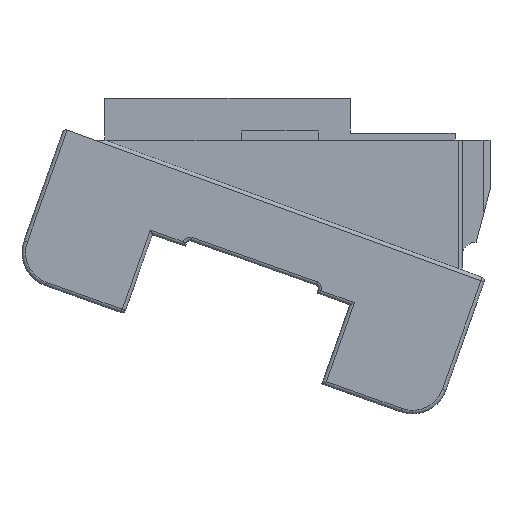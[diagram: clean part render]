
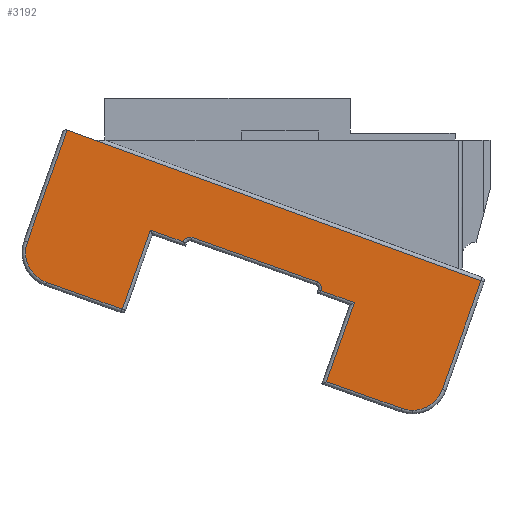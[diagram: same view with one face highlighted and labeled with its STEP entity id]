
A CAD part, front view. The second image highlights one B-rep face of the part: STEP entity #3192.
In plain terms, the highlighted planar face has unit normal (0, -1, 0).
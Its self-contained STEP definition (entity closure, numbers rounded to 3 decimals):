
#22 = DIRECTION ( 'NONE',  ( 0.334, 0., 0.942 ) ) ;
#56 = VERTEX_POINT ( 'NONE', #671 ) ;
#143 = CARTESIAN_POINT ( 'NONE',  ( -5.801, -12.55, -16.344 ) ) ;
#153 = DIRECTION ( 'NONE',  ( 0.94, 0., -0.342 ) ) ;
#168 = ORIENTED_EDGE ( 'NONE', *, *, #1268, .T. ) ;
#192 = CARTESIAN_POINT ( 'NONE',  ( -22.564, -12.55, -24.189 ) ) ;
#272 = DIRECTION ( 'NONE',  ( 0., 0., -1. ) ) ;
#305 = CARTESIAN_POINT ( 'NONE',  ( 5.345, -12.55, -20.3 ) ) ;
#320 = ORIENTED_EDGE ( 'NONE', *, *, #1279, .T. ) ;
#327 = ORIENTED_EDGE ( 'NONE', *, *, #1735, .T. ) ;
#345 = CARTESIAN_POINT ( 'NONE',  ( -18.717, -12.55, -13.352 ) ) ;
#392 = CARTESIAN_POINT ( 'NONE',  ( -3.101, -12.55, -8.521 ) ) ;
#434 = VECTOR ( 'NONE', #153, 1000. ) ;
#465 = VERTEX_POINT ( 'NONE', #1112 ) ;
#530 = EDGE_CURVE ( 'NONE', #2672, #4132, #4208, .T. ) ;
#538 = CARTESIAN_POINT ( 'NONE',  ( -31.896, -12.55, -16.102 ) ) ;
#550 = VERTEX_POINT ( 'NONE', #934 ) ;
#585 = CARTESIAN_POINT ( 'NONE',  ( 6.651, -12.55, -34.558 ) ) ;
#620 = CARTESIAN_POINT ( 'NONE',  ( 28.755, -12.55, -20.115 ) ) ;
#626 = DIRECTION ( 'NONE',  ( 0., 0., -1. ) ) ;
#667 = EDGE_CURVE ( 'NONE', #1089, #3378, #1357, .T. ) ;
#671 = CARTESIAN_POINT ( 'NONE',  ( -12.561, -12.55, -13.945 ) ) ;
#749 = DIRECTION ( 'NONE',  ( -0.334, 0., -0.942 ) ) ;
#753 = CARTESIAN_POINT ( 'NONE',  ( -36.137, -12.55, -14.597 ) ) ;
#761 = DIRECTION ( 'NONE',  ( 0.942, 0., -0.334 ) ) ;
#815 = EDGE_CURVE ( 'NONE', #56, #2173, #2706, .T. ) ;
#819 = CIRCLE ( 'NONE', #3190, 1. ) ;
#865 = ORIENTED_EDGE ( 'NONE', *, *, #667, .F. ) ;
#885 = CIRCLE ( 'NONE', #3265, 4.5 ) ;
#894 = CIRCLE ( 'NONE', #1645, 4.5 ) ;
#934 = CARTESIAN_POINT ( 'NONE',  ( -30.452, -12.55, 1.42 ) ) ;
#1005 = CARTESIAN_POINT ( 'NONE',  ( -30.448, -12.55, 1.419 ) ) ;
#1061 = LINE ( 'NONE', #1352, #2930 ) ;
#1089 = VERTEX_POINT ( 'NONE', #1994 ) ;
#1112 = CARTESIAN_POINT ( 'NONE',  ( 5.953, -12.55, -21.577 ) ) ;
#1127 = DIRECTION ( 'NONE',  ( 0., 0., -1. ) ) ;
#1135 = EDGE_CURVE ( 'NONE', #2446, #3841, #1650, .T. ) ;
#1136 = EDGE_CURVE ( 'NONE', #56, #3930, #3395, .T. ) ;
#1158 = CARTESIAN_POINT ( 'NONE',  ( -33.401, -12.55, -20.343 ) ) ;
#1195 = VERTEX_POINT ( 'NONE', #2010 ) ;
#1224 = VERTEX_POINT ( 'NONE', #753 ) ;
#1249 = CARTESIAN_POINT ( 'NONE',  ( 31.878, -12.55, -11.314 ) ) ;
#1268 = EDGE_CURVE ( 'NONE', #2410, #2913, #1429, .T. ) ;
#1277 = ORIENTED_EDGE ( 'NONE', *, *, #2700, .T. ) ;
#1279 = EDGE_CURVE ( 'NONE', #2776, #2446, #2733, .T. ) ;
#1304 = ORIENTED_EDGE ( 'NONE', *, *, #1965, .T. ) ;
#1307 = AXIS2_PLACEMENT_3D ( 'NONE', #2404, #3074, #2444 ) ;
#1349 = LINE ( 'NONE', #392, #2270 ) ;
#1352 = CARTESIAN_POINT ( 'NONE',  ( -6.135, -12.55, -17.287 ) ) ;
#1357 = LINE ( 'NONE', #2345, #2827 ) ;
#1359 = ORIENTED_EDGE ( 'NONE', *, *, #815, .F. ) ;
#1429 = LINE ( 'NONE', #2033, #3286 ) ;
#1438 = CARTESIAN_POINT ( 'NONE',  ( -27.493, -12.55, 9.758 ) ) ;
#1474 = ORIENTED_EDGE ( 'NONE', *, *, #530, .T. ) ;
#1514 = DIRECTION ( 'NONE',  ( 0., 1., 0. ) ) ;
#1619 = EDGE_CURVE ( 'NONE', #550, #1224, #1765, .T. ) ;
#1645 = AXIS2_PLACEMENT_3D ( 'NONE', #3593, #3864, #626 ) ;
#1650 = LINE ( 'NONE', #345, #2604 ) ;
#1653 = EDGE_CURVE ( 'NONE', #2106, #1089, #3421, .T. ) ;
#1663 = CIRCLE ( 'NONE', #4174, 0.5 ) ;
#1671 = ORIENTED_EDGE ( 'NONE', *, *, #2288, .T. ) ;
#1701 = DIRECTION ( 'NONE',  ( 1., 0., 0. ) ) ;
#1735 = EDGE_CURVE ( 'NONE', #4132, #3378, #1349, .T. ) ;
#1738 = ORIENTED_EDGE ( 'NONE', *, *, #2794, .F. ) ;
#1765 = LINE ( 'NONE', #1438, #2414 ) ;
#1772 = ORIENTED_EDGE ( 'NONE', *, *, #3104, .T. ) ;
#1780 = DIRECTION ( 'NONE',  ( -0.94, 0., 0.342 ) ) ;
#1801 = DIRECTION ( 'NONE',  ( -0.334, 0., -0.942 ) ) ;
#1803 = DIRECTION ( 'NONE',  ( 0., -1., 0. ) ) ;
#1851 = ORIENTED_EDGE ( 'NONE', *, *, #1136, .T. ) ;
#1923 = CARTESIAN_POINT ( 'NONE',  ( 10.665, -12.55, -23.249 ) ) ;
#1965 = EDGE_CURVE ( 'NONE', #2106, #550, #1663, .T. ) ;
#1994 = CARTESIAN_POINT ( 'NONE',  ( -26.55, -12.55, 0. ) ) ;
#2010 = CARTESIAN_POINT ( 'NONE',  ( 18.994, -12.55, -38.664 ) ) ;
#2032 = ORIENTED_EDGE ( 'NONE', *, *, #2533, .F. ) ;
#2033 = CARTESIAN_POINT ( 'NONE',  ( -10.149, -12.55, -28.595 ) ) ;
#2040 = LINE ( 'NONE', #2988, #2465 ) ;
#2099 = DIRECTION ( 'NONE',  ( 0.942, 0., -0.334 ) ) ;
#2106 = VERTEX_POINT ( 'NONE', #1005 ) ;
#2173 = VERTEX_POINT ( 'NONE', #2213 ) ;
#2213 = CARTESIAN_POINT ( 'NONE',  ( -13.838, -12.55, -14.553 ) ) ;
#2249 = DIRECTION ( 'NONE',  ( 0., 0., -1. ) ) ;
#2258 = CIRCLE ( 'NONE', #3073, 4.5 ) ;
#2266 = VECTOR ( 'NONE', #3328, 1000. ) ;
#2270 = VECTOR ( 'NONE', #1780, 1000. ) ;
#2288 = EDGE_CURVE ( 'NONE', #4133, #2410, #2728, .T. ) ;
#2320 = CARTESIAN_POINT ( 'NONE',  ( 5.01, -12.55, -21.242 ) ) ;
#2345 = CARTESIAN_POINT ( 'NONE',  ( -25.05, -12.55, 0. ) ) ;
#2358 = ORIENTED_EDGE ( 'NONE', *, *, #1619, .T. ) ;
#2371 = AXIS2_PLACEMENT_3D ( 'NONE', #3407, #1803, #1127 ) ;
#2404 = CARTESIAN_POINT ( 'NONE',  ( 0., -12.55, 0. ) ) ;
#2410 = VERTEX_POINT ( 'NONE', #585 ) ;
#2411 = VECTOR ( 'NONE', #2099, 1000. ) ;
#2414 = VECTOR ( 'NONE', #1801, 1000. ) ;
#2444 = DIRECTION ( 'NONE',  ( 0., 0., -1. ) ) ;
#2446 = VERTEX_POINT ( 'NONE', #192 ) ;
#2465 = VECTOR ( 'NONE', #3705, 1000. ) ;
#2505 = ORIENTED_EDGE ( 'NONE', *, *, #1135, .T. ) ;
#2528 = ORIENTED_EDGE ( 'NONE', *, *, #3920, .F. ) ;
#2533 = EDGE_CURVE ( 'NONE', #1195, #2913, #894, .T. ) ;
#2604 = VECTOR ( 'NONE', #22, 1000. ) ;
#2672 = VERTEX_POINT ( 'NONE', #3034 ) ;
#2700 = EDGE_CURVE ( 'NONE', #465, #4133, #2040, .T. ) ;
#2706 = CIRCLE ( 'NONE', #2371, 1. ) ;
#2728 = LINE ( 'NONE', #3346, #3371 ) ;
#2732 = ORIENTED_EDGE ( 'NONE', *, *, #1653, .F. ) ;
#2733 = LINE ( 'NONE', #4033, #2266 ) ;
#2776 = VERTEX_POINT ( 'NONE', #1158 ) ;
#2794 = EDGE_CURVE ( 'NONE', #2776, #1224, #2258, .T. ) ;
#2811 = EDGE_LOOP ( 'NONE', ( #2528, #1474, #327, #865, #2732, #1304, #2358, #1738, #320, #2505, #1772, #1359, #1851, #2896, #1277, #1671, #168, #2032 ) ) ;
#2827 = VECTOR ( 'NONE', #1701, 1000. ) ;
#2896 = ORIENTED_EDGE ( 'NONE', *, *, #3676, .F. ) ;
#2913 = VERTEX_POINT ( 'NONE', #3948 ) ;
#2930 = VECTOR ( 'NONE', #761, 1000. ) ;
#2988 = CARTESIAN_POINT ( 'NONE',  ( -6.135, -12.55, -17.287 ) ) ;
#3034 = CARTESIAN_POINT ( 'NONE',  ( 23.234, -12.55, -35.669 ) ) ;
#3073 = AXIS2_PLACEMENT_3D ( 'NONE', #538, #1514, #3804 ) ;
#3074 = DIRECTION ( 'NONE',  ( 0., -1., 0. ) ) ;
#3077 = CARTESIAN_POINT ( 'NONE',  ( -30.922, -12.55, 1.591 ) ) ;
#3104 = EDGE_CURVE ( 'NONE', #3841, #2173, #1061, .T. ) ;
#3185 = DIRECTION ( 'NONE',  ( 0.334, 0., 0.942 ) ) ;
#3190 = AXIS2_PLACEMENT_3D ( 'NONE', #2320, #3940, #3964 ) ;
#3192 = ADVANCED_FACE ( 'NONE', ( #3747 ), #3439, .T. ) ;
#3221 = CARTESIAN_POINT ( 'NONE',  ( -26.512, -12.55, 0. ) ) ;
#3265 = AXIS2_PLACEMENT_3D ( 'NONE', #4226, #4183, #2249 ) ;
#3286 = VECTOR ( 'NONE', #3654, 1000. ) ;
#3328 = DIRECTION ( 'NONE',  ( 0.942, 0., -0.334 ) ) ;
#3346 = CARTESIAN_POINT ( 'NONE',  ( 6.484, -12.55, -35.029 ) ) ;
#3371 = VECTOR ( 'NONE', #749, 1000. ) ;
#3378 = VERTEX_POINT ( 'NONE', #3221 ) ;
#3389 = CARTESIAN_POINT ( 'NONE',  ( -18.55, -12.55, -12.88 ) ) ;
#3395 = LINE ( 'NONE', #143, #2411 ) ;
#3407 = CARTESIAN_POINT ( 'NONE',  ( -12.896, -12.55, -14.887 ) ) ;
#3421 = LINE ( 'NONE', #3077, #434 ) ;
#3439 = PLANE ( 'NONE',  #1307 ) ;
#3564 = DIRECTION ( 'NONE',  ( 0., -1., 0. ) ) ;
#3593 = CARTESIAN_POINT ( 'NONE',  ( 18.994, -12.55, -34.164 ) ) ;
#3654 = DIRECTION ( 'NONE',  ( 0.942, 0., -0.334 ) ) ;
#3676 = EDGE_CURVE ( 'NONE', #465, #3930, #819, .T. ) ;
#3705 = DIRECTION ( 'NONE',  ( 0.942, 0., -0.334 ) ) ;
#3747 = FACE_OUTER_BOUND ( 'NONE', #2811, .T. ) ;
#3803 = CARTESIAN_POINT ( 'NONE',  ( -30.619, -12.55, 0.949 ) ) ;
#3804 = DIRECTION ( 'NONE',  ( 0., 0., -1. ) ) ;
#3841 = VERTEX_POINT ( 'NONE', #3389 ) ;
#3864 = DIRECTION ( 'NONE',  ( 0., 1., 0. ) ) ;
#3920 = EDGE_CURVE ( 'NONE', #2672, #1195, #885, .T. ) ;
#3924 = VECTOR ( 'NONE', #3185, 1000. ) ;
#3930 = VERTEX_POINT ( 'NONE', #305 ) ;
#3940 = DIRECTION ( 'NONE',  ( 0., -1., 0. ) ) ;
#3948 = CARTESIAN_POINT ( 'NONE',  ( 17.489, -12.55, -38.404 ) ) ;
#3964 = DIRECTION ( 'NONE',  ( 0., 0., -1. ) ) ;
#4033 = CARTESIAN_POINT ( 'NONE',  ( -22.092, -12.55, -24.356 ) ) ;
#4132 = VERTEX_POINT ( 'NONE', #620 ) ;
#4133 = VERTEX_POINT ( 'NONE', #1923 ) ;
#4174 = AXIS2_PLACEMENT_3D ( 'NONE', #3803, #3564, #272 ) ;
#4183 = DIRECTION ( 'NONE',  ( 0., 1., 0. ) ) ;
#4208 = LINE ( 'NONE', #1249, #3924 ) ;
#4226 = CARTESIAN_POINT ( 'NONE',  ( 18.994, -12.55, -34.164 ) ) ;
